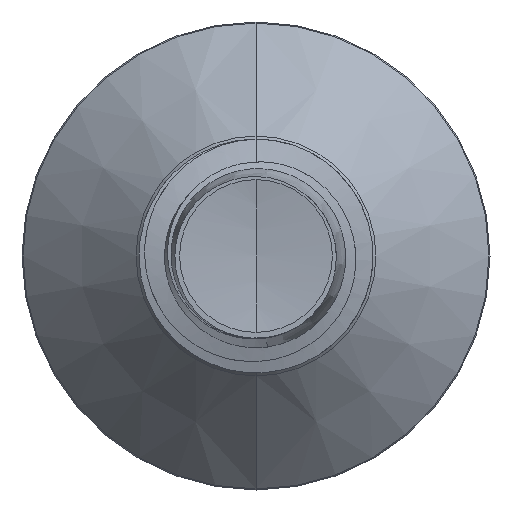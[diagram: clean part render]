
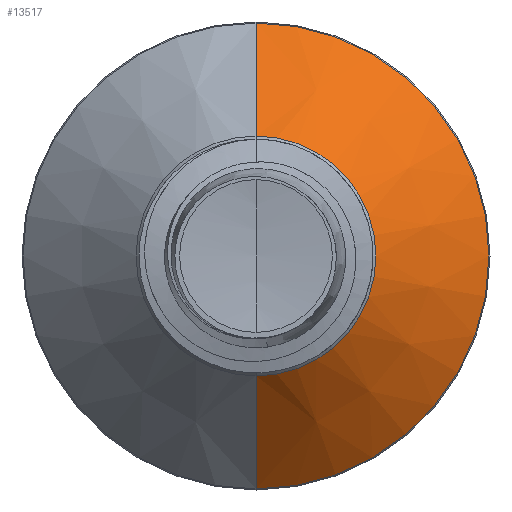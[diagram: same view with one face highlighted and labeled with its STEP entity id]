
A CAD part, front view. The second image highlights one B-rep face of the part: STEP entity #13517.
In plain terms, the highlighted conical face has half-angle 45 degrees and reference radius 2.563 mm.
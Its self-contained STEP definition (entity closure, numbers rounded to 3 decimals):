
#1119 = EDGE_CURVE ( 'NONE', #10844, #11994, #13614, .T. ) ;
#1620 = ORIENTED_EDGE ( 'NONE', *, *, #8146, .T. ) ;
#1769 = ORIENTED_EDGE ( 'NONE', *, *, #1119, .T. ) ;
#1831 = LINE ( 'NONE', #4460, #12378 ) ;
#1874 = ORIENTED_EDGE ( 'NONE', *, *, #8063, .F. ) ;
#1943 = CARTESIAN_POINT ( 'NONE',  ( 0., 2.813, 2.563 ) ) ;
#1982 = ORIENTED_EDGE ( 'NONE', *, *, #9292, .F. ) ;
#2579 = DIRECTION ( 'NONE',  ( 0., 1., 0. ) ) ;
#3349 = CIRCLE ( 'NONE', #11966, 4.978 ) ;
#3535 = DIRECTION ( 'NONE',  ( 0., 0.707, 0.707 ) ) ;
#3584 = AXIS2_PLACEMENT_3D ( 'NONE', #10936, #4661, #12001 ) ;
#4460 = CARTESIAN_POINT ( 'NONE',  ( 0., 2.813, 2.563 ) ) ;
#4661 = DIRECTION ( 'NONE',  ( 0., 1., 0. ) ) ;
#4877 = EDGE_LOOP ( 'NONE', ( #1620, #1769, #1874, #1982 ) ) ;
#5226 = VERTEX_POINT ( 'NONE', #1943 ) ;
#5812 = DIRECTION ( 'NONE',  ( 0., 1., 0. ) ) ;
#5947 = CONICAL_SURFACE ( 'NONE', #3584, 2.563, 0.785 ) ;
#5993 = CARTESIAN_POINT ( 'NONE',  ( 0., 5.228, 4.978 ) ) ;
#6163 = CIRCLE ( 'NONE', #13384, 2.563 ) ;
#8063 = EDGE_CURVE ( 'NONE', #13076, #11994, #3349, .T. ) ;
#8146 = EDGE_CURVE ( 'NONE', #5226, #10844, #6163, .T. ) ;
#8861 = CARTESIAN_POINT ( 'NONE',  ( 0., 5.228, 0. ) ) ;
#9292 = EDGE_CURVE ( 'NONE', #5226, #13076, #1831, .T. ) ;
#9933 = DIRECTION ( 'NONE',  ( 0., 0., 1. ) ) ;
#10316 = DIRECTION ( 'NONE',  ( 0., 0.707, -0.707 ) ) ;
#10399 = CARTESIAN_POINT ( 'NONE',  ( 0., 5.228, -4.978 ) ) ;
#10481 = VECTOR ( 'NONE', #10316, 1000. ) ;
#10844 = VERTEX_POINT ( 'NONE', #12222 ) ;
#10936 = CARTESIAN_POINT ( 'NONE',  ( 0., 2.813, 0. ) ) ;
#11849 = FACE_OUTER_BOUND ( 'NONE', #4877, .T. ) ;
#11966 = AXIS2_PLACEMENT_3D ( 'NONE', #8861, #2579, #9933 ) ;
#11994 = VERTEX_POINT ( 'NONE', #10399 ) ;
#12001 = DIRECTION ( 'NONE',  ( 0., 0., 1. ) ) ;
#12093 = CARTESIAN_POINT ( 'NONE',  ( 0., 2.813, 0. ) ) ;
#12222 = CARTESIAN_POINT ( 'NONE',  ( 0., 2.813, -2.563 ) ) ;
#12378 = VECTOR ( 'NONE', #3535, 1000. ) ;
#13076 = VERTEX_POINT ( 'NONE', #5993 ) ;
#13145 = DIRECTION ( 'NONE',  ( 0., 0., 1. ) ) ;
#13384 = AXIS2_PLACEMENT_3D ( 'NONE', #12093, #5812, #13145 ) ;
#13442 = CARTESIAN_POINT ( 'NONE',  ( 0., 2.813, -2.563 ) ) ;
#13517 = ADVANCED_FACE ( 'NONE', ( #11849 ), #5947, .T. ) ;
#13614 = LINE ( 'NONE', #13442, #10481 ) ;
